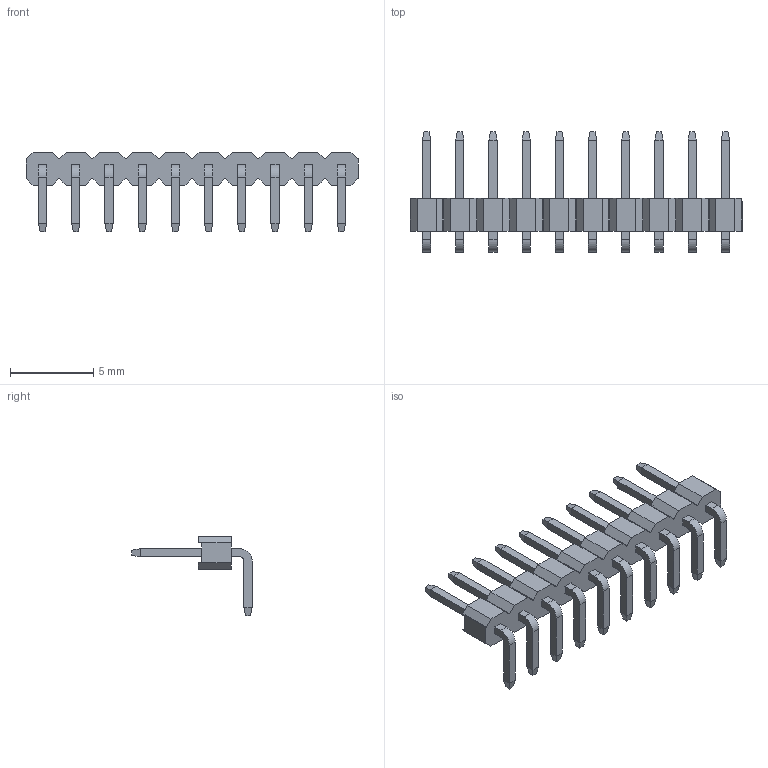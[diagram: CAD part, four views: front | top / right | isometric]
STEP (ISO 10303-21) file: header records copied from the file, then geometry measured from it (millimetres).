
FILE_DESCRIPTION( ('This file contains a STEP AP42 implementation' ,'as created by ZW3D STEP Interface translator.') ,'2;1' );
FILE_NAME( '1220-11XXXXRXXXXXXX(す醱俔).stp' ,'23 323.104354', (''), ('ZWCAD Software Co.'), 'Version 1.0', 'ZW3D to STEP translator', '' );
FILE_SCHEMA(('AUTOMOTIVE_DESIGN { 1 0 10303 214 1 1 1 1 }'));
Length unit declared in the file: millimetre
Products named in the file (3): 0; 1220-1120XXR106XXXX(す醱俔); 1220-11XXXXRXXXXX_ASM_1_ASM
Assembly tree (1 placements, depth 2):
  0
  1220-1120XXR106XXXX(す醱俔)
    1220-11XXXXRXXXXX_ASM_1_ASM
Bounding box: 20 x 7.25 x 4.8 mm (x, y, z)
Volume: 89 mm3; surface area: 417.8 mm2
Topology: 11 solids, 11 shells, 386 faces, 932 edges, 568 vertices
Faces by surface type: plane 366, cylinder 20
Entity records: 11307 total; most frequent: CARTESIAN_POINT 1890, ORIENTED_EDGE 1864, DIRECTION 1752, EDGE_CURVE 932, VECTOR 892, LINE 892, VERTEX_POINT 568, AXIS2_PLACEMENT_3D 430
